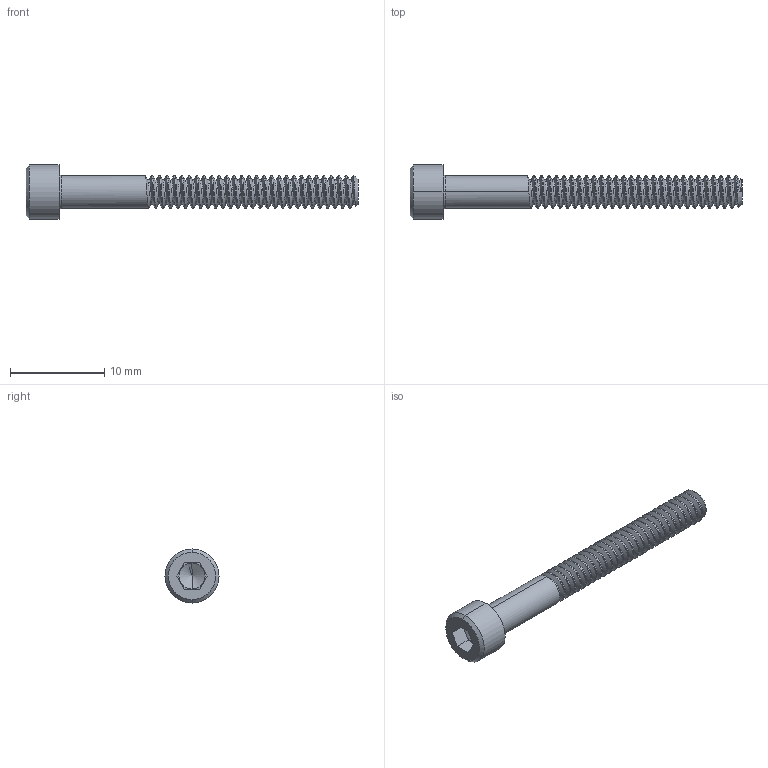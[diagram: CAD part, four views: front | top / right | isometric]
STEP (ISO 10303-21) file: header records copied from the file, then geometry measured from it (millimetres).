
FILE_DESCRIPTION (( 'STEP AP214' ), '1' );
FILE_NAME ('TXM-SHCS 6-32 x 1.25.STEP', '2017-02-01T20:58:58', ( '' ), ( '' ), 'SwSTEP 2.0', 'SolidWorks 2016', '' );
FILE_SCHEMA (( 'AUTOMOTIVE_DESIGN' ));
Length unit declared in the file: inch
Products named in the file (2): TXM-SHCS 6-32 x 1.25
Bounding box: 35.26 x 5.74 x 5.74 mm (x, y, z)
Volume: 329.1 mm3; surface area: 573.7 mm2
Topology: 1 solids, 1 shells, 88 faces, 242 edges, 156 vertices
Faces by surface type: cylinder 59, plane 17, cone 7, bspline 3, torus 2
Entity records: 7010 total; most frequent: CARTESIAN_POINT 5102, ORIENTED_EDGE 480, DIRECTION 305, EDGE_CURVE 240, VERTEX_POINT 156, AXIS2_PLACEMENT_3D 107, VECTOR 91, LINE 91
